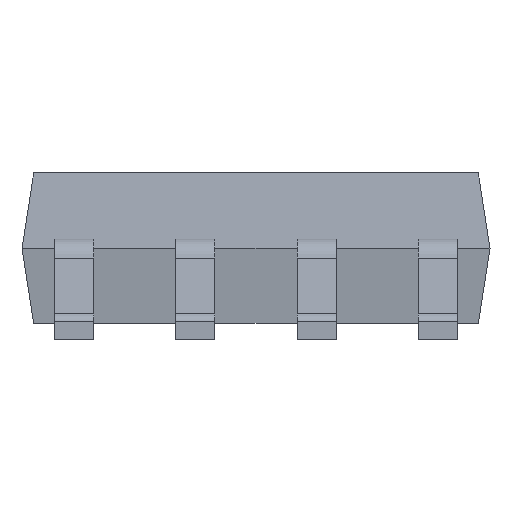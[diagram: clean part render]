
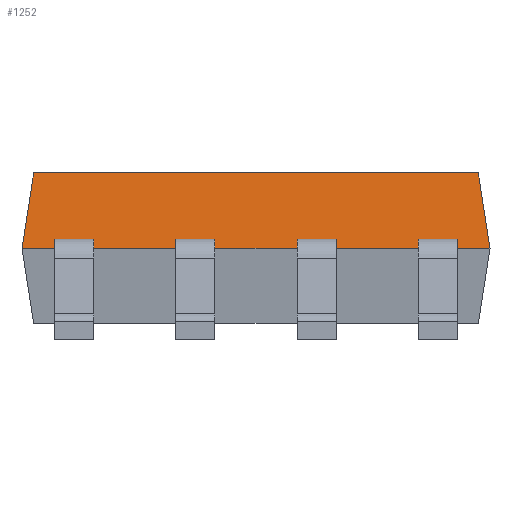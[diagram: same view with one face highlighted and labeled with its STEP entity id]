
A CAD part, left-side view. The second image highlights one B-rep face of the part: STEP entity #1252.
In plain terms, the highlighted free-form (B-spline) face has degree [1, 1] with [2, 2] control points.
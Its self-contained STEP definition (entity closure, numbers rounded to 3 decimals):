
#24 = VERTEX_POINT('',#25);
#25 = CARTESIAN_POINT('',(-1.85,-2.33,1.75));
#31 = EDGE_CURVE('',#24,#32,#34,.T.);
#32 = VERTEX_POINT('',#33);
#33 = CARTESIAN_POINT('',(-1.85,2.33,1.75));
#34 = LINE('',#35,#36);
#35 = CARTESIAN_POINT('',(-1.85,-2.33,1.75));
#36 = VECTOR('',#37,1.);
#37 = DIRECTION('',(0.,1.,0.));
#1057 = EDGE_CURVE('',#24,#1058,#1060,.T.);
#1058 = VERTEX_POINT('',#1059);
#1059 = CARTESIAN_POINT('',(-1.948,-2.453,0.963));
#1060 = B_SPLINE_CURVE_WITH_KNOTS('',1,(#1061,#1062),.UNSPECIFIED.,.F.,
  .F.,(2,2),(0.,1.),.PIECEWISE_BEZIER_KNOTS.);
#1061 = CARTESIAN_POINT('',(-1.85,-2.33,1.75));
#1062 = CARTESIAN_POINT('',(-1.948,-2.453,0.963));
#1252 = ADVANCED_FACE('',(#1253),#1418,.T.);
#1253 = FACE_BOUND('',#1254,.T.);
#1254 = EDGE_LOOP('',(#1255,#1256,#1257,#1264,#1272,#1284,#1291,#1303,
    #1311,#1321,#1328,#1338,#1346,#1356,#1363,#1373,#1381,#1393,#1400,
    #1412));
#1255 = ORIENTED_EDGE('',*,*,#1057,.F.);
#1256 = ORIENTED_EDGE('',*,*,#31,.T.);
#1257 = ORIENTED_EDGE('',*,*,#1258,.T.);
#1258 = EDGE_CURVE('',#32,#1259,#1261,.T.);
#1259 = VERTEX_POINT('',#1260);
#1260 = CARTESIAN_POINT('',(-1.948,2.453,0.963));
#1261 = B_SPLINE_CURVE_WITH_KNOTS('',1,(#1262,#1263),.UNSPECIFIED.,.F.,
  .F.,(2,2),(0.,1.),.PIECEWISE_BEZIER_KNOTS.);
#1262 = CARTESIAN_POINT('',(-1.85,2.33,1.75));
#1263 = CARTESIAN_POINT('',(-1.948,2.453,0.963));
#1264 = ORIENTED_EDGE('',*,*,#1265,.F.);
#1265 = EDGE_CURVE('',#1266,#1259,#1268,.T.);
#1266 = VERTEX_POINT('',#1267);
#1267 = CARTESIAN_POINT('',(-1.948,2.11,0.963));
#1268 = LINE('',#1269,#1270);
#1269 = CARTESIAN_POINT('',(-1.948,-2.453,0.963));
#1270 = VECTOR('',#1271,1.);
#1271 = DIRECTION('',(0.,1.,0.));
#1272 = ORIENTED_EDGE('',*,*,#1273,.F.);
#1273 = EDGE_CURVE('',#1274,#1266,#1276,.T.);
#1274 = VERTEX_POINT('',#1275);
#1275 = CARTESIAN_POINT('',(-1.936,2.11,1.058));
#1276 = B_SPLINE_CURVE_WITH_KNOTS('',6,(#1277,#1278,#1279,#1280,#1281,
    #1282,#1283),.UNSPECIFIED.,.F.,.F.,(7,7),(0.,1.),
  .PIECEWISE_BEZIER_KNOTS.);
#1277 = CARTESIAN_POINT('',(-1.936,2.11,1.058));
#1278 = CARTESIAN_POINT('',(-1.938,2.11,1.041));
#1279 = CARTESIAN_POINT('',(-1.939,2.11,1.028));
#1280 = CARTESIAN_POINT('',(-1.942,2.11,1.011));
#1281 = CARTESIAN_POINT('',(-1.944,2.11,0.989));
#1282 = CARTESIAN_POINT('',(-1.947,2.11,0.968));
#1283 = CARTESIAN_POINT('',(-1.948,2.11,0.963));
#1284 = ORIENTED_EDGE('',*,*,#1285,.T.);
#1285 = EDGE_CURVE('',#1274,#1286,#1288,.T.);
#1286 = VERTEX_POINT('',#1287);
#1287 = CARTESIAN_POINT('',(-1.936,1.7,1.058));
#1288 = B_SPLINE_CURVE_WITH_KNOTS('',1,(#1289,#1290),.UNSPECIFIED.,.F.,
  .F.,(2,2),(0.,1.),.PIECEWISE_BEZIER_KNOTS.);
#1289 = CARTESIAN_POINT('',(-1.936,2.11,1.058));
#1290 = CARTESIAN_POINT('',(-1.936,1.7,1.058));
#1291 = ORIENTED_EDGE('',*,*,#1292,.T.);
#1292 = EDGE_CURVE('',#1286,#1293,#1295,.T.);
#1293 = VERTEX_POINT('',#1294);
#1294 = CARTESIAN_POINT('',(-1.948,1.7,0.963));
#1295 = B_SPLINE_CURVE_WITH_KNOTS('',6,(#1296,#1297,#1298,#1299,#1300,
    #1301,#1302),.UNSPECIFIED.,.F.,.F.,(7,7),(0.,1.),
  .PIECEWISE_BEZIER_KNOTS.);
#1296 = CARTESIAN_POINT('',(-1.936,1.7,1.058));
#1297 = CARTESIAN_POINT('',(-1.938,1.7,1.039));
#1298 = CARTESIAN_POINT('',(-1.94,1.7,1.026));
#1299 = CARTESIAN_POINT('',(-1.942,1.7,1.009));
#1300 = CARTESIAN_POINT('',(-1.944,1.7,0.988));
#1301 = CARTESIAN_POINT('',(-1.947,1.7,0.967));
#1302 = CARTESIAN_POINT('',(-1.948,1.7,0.963));
#1303 = ORIENTED_EDGE('',*,*,#1304,.F.);
#1304 = EDGE_CURVE('',#1305,#1293,#1307,.T.);
#1305 = VERTEX_POINT('',#1306);
#1306 = CARTESIAN_POINT('',(-1.948,0.84,0.963));
#1307 = LINE('',#1308,#1309);
#1308 = CARTESIAN_POINT('',(-1.948,-2.453,0.963));
#1309 = VECTOR('',#1310,1.);
#1310 = DIRECTION('',(0.,1.,0.));
#1311 = ORIENTED_EDGE('',*,*,#1312,.F.);
#1312 = EDGE_CURVE('',#1313,#1305,#1315,.T.);
#1313 = VERTEX_POINT('',#1314);
#1314 = CARTESIAN_POINT('',(-1.936,0.84,1.058));
#1315 = B_SPLINE_CURVE_WITH_KNOTS('',4,(#1316,#1317,#1318,#1319,#1320),
  .UNSPECIFIED.,.F.,.F.,(5,5),(0.,1.),.PIECEWISE_BEZIER_KNOTS.);
#1316 = CARTESIAN_POINT('',(-1.936,0.84,1.058));
#1317 = CARTESIAN_POINT('',(-1.939,0.84,1.034));
#1318 = CARTESIAN_POINT('',(-1.942,0.84,1.01));
#1319 = CARTESIAN_POINT('',(-1.945,0.84,0.986));
#1320 = CARTESIAN_POINT('',(-1.948,0.84,0.963));
#1321 = ORIENTED_EDGE('',*,*,#1322,.T.);
#1322 = EDGE_CURVE('',#1313,#1323,#1325,.T.);
#1323 = VERTEX_POINT('',#1324);
#1324 = CARTESIAN_POINT('',(-1.936,0.43,1.058));
#1325 = B_SPLINE_CURVE_WITH_KNOTS('',1,(#1326,#1327),.UNSPECIFIED.,.F.,
  .F.,(2,2),(0.,1.),.PIECEWISE_BEZIER_KNOTS.);
#1326 = CARTESIAN_POINT('',(-1.936,0.84,1.058));
#1327 = CARTESIAN_POINT('',(-1.936,0.43,1.058));
#1328 = ORIENTED_EDGE('',*,*,#1329,.T.);
#1329 = EDGE_CURVE('',#1323,#1330,#1332,.T.);
#1330 = VERTEX_POINT('',#1331);
#1331 = CARTESIAN_POINT('',(-1.948,0.43,0.963));
#1332 = B_SPLINE_CURVE_WITH_KNOTS('',4,(#1333,#1334,#1335,#1336,#1337),
  .UNSPECIFIED.,.F.,.F.,(5,5),(0.,1.),.PIECEWISE_BEZIER_KNOTS.);
#1333 = CARTESIAN_POINT('',(-1.936,0.43,1.058));
#1334 = CARTESIAN_POINT('',(-1.939,0.43,1.034));
#1335 = CARTESIAN_POINT('',(-1.942,0.43,1.01));
#1336 = CARTESIAN_POINT('',(-1.945,0.43,0.986));
#1337 = CARTESIAN_POINT('',(-1.948,0.43,0.963));
#1338 = ORIENTED_EDGE('',*,*,#1339,.F.);
#1339 = EDGE_CURVE('',#1340,#1330,#1342,.T.);
#1340 = VERTEX_POINT('',#1341);
#1341 = CARTESIAN_POINT('',(-1.948,-0.43,0.963));
#1342 = LINE('',#1343,#1344);
#1343 = CARTESIAN_POINT('',(-1.948,-2.453,0.963));
#1344 = VECTOR('',#1345,1.);
#1345 = DIRECTION('',(0.,1.,0.));
#1346 = ORIENTED_EDGE('',*,*,#1347,.F.);
#1347 = EDGE_CURVE('',#1348,#1340,#1350,.T.);
#1348 = VERTEX_POINT('',#1349);
#1349 = CARTESIAN_POINT('',(-1.936,-0.43,1.058));
#1350 = B_SPLINE_CURVE_WITH_KNOTS('',4,(#1351,#1352,#1353,#1354,#1355),
  .UNSPECIFIED.,.F.,.F.,(5,5),(0.,1.),.PIECEWISE_BEZIER_KNOTS.);
#1351 = CARTESIAN_POINT('',(-1.936,-0.43,1.058));
#1352 = CARTESIAN_POINT('',(-1.939,-0.43,1.034));
#1353 = CARTESIAN_POINT('',(-1.942,-0.43,1.01));
#1354 = CARTESIAN_POINT('',(-1.945,-0.43,0.986));
#1355 = CARTESIAN_POINT('',(-1.948,-0.43,0.963));
#1356 = ORIENTED_EDGE('',*,*,#1357,.T.);
#1357 = EDGE_CURVE('',#1348,#1358,#1360,.T.);
#1358 = VERTEX_POINT('',#1359);
#1359 = CARTESIAN_POINT('',(-1.936,-0.84,1.058));
#1360 = B_SPLINE_CURVE_WITH_KNOTS('',1,(#1361,#1362),.UNSPECIFIED.,.F.,
  .F.,(2,2),(0.,1.),.PIECEWISE_BEZIER_KNOTS.);
#1361 = CARTESIAN_POINT('',(-1.936,-0.43,1.058));
#1362 = CARTESIAN_POINT('',(-1.936,-0.84,1.058));
#1363 = ORIENTED_EDGE('',*,*,#1364,.T.);
#1364 = EDGE_CURVE('',#1358,#1365,#1367,.T.);
#1365 = VERTEX_POINT('',#1366);
#1366 = CARTESIAN_POINT('',(-1.948,-0.84,0.963));
#1367 = B_SPLINE_CURVE_WITH_KNOTS('',4,(#1368,#1369,#1370,#1371,#1372),
  .UNSPECIFIED.,.F.,.F.,(5,5),(0.,1.),.PIECEWISE_BEZIER_KNOTS.);
#1368 = CARTESIAN_POINT('',(-1.936,-0.84,1.058));
#1369 = CARTESIAN_POINT('',(-1.939,-0.84,1.034));
#1370 = CARTESIAN_POINT('',(-1.942,-0.84,1.01));
#1371 = CARTESIAN_POINT('',(-1.945,-0.84,0.986));
#1372 = CARTESIAN_POINT('',(-1.948,-0.84,0.963));
#1373 = ORIENTED_EDGE('',*,*,#1374,.F.);
#1374 = EDGE_CURVE('',#1375,#1365,#1377,.T.);
#1375 = VERTEX_POINT('',#1376);
#1376 = CARTESIAN_POINT('',(-1.948,-1.7,0.963));
#1377 = LINE('',#1378,#1379);
#1378 = CARTESIAN_POINT('',(-1.948,-2.453,0.963));
#1379 = VECTOR('',#1380,1.);
#1380 = DIRECTION('',(0.,1.,0.));
#1381 = ORIENTED_EDGE('',*,*,#1382,.F.);
#1382 = EDGE_CURVE('',#1383,#1375,#1385,.T.);
#1383 = VERTEX_POINT('',#1384);
#1384 = CARTESIAN_POINT('',(-1.936,-1.7,1.058));
#1385 = B_SPLINE_CURVE_WITH_KNOTS('',6,(#1386,#1387,#1388,#1389,#1390,
    #1391,#1392),.UNSPECIFIED.,.F.,.F.,(7,7),(0.,1.),
  .PIECEWISE_BEZIER_KNOTS.);
#1386 = CARTESIAN_POINT('',(-1.936,-1.7,1.058));
#1387 = CARTESIAN_POINT('',(-1.938,-1.7,1.039));
#1388 = CARTESIAN_POINT('',(-1.94,-1.7,1.026));
#1389 = CARTESIAN_POINT('',(-1.942,-1.7,1.009));
#1390 = CARTESIAN_POINT('',(-1.944,-1.7,0.988));
#1391 = CARTESIAN_POINT('',(-1.947,-1.7,0.967));
#1392 = CARTESIAN_POINT('',(-1.948,-1.7,0.963));
#1393 = ORIENTED_EDGE('',*,*,#1394,.T.);
#1394 = EDGE_CURVE('',#1383,#1395,#1397,.T.);
#1395 = VERTEX_POINT('',#1396);
#1396 = CARTESIAN_POINT('',(-1.936,-2.11,1.058));
#1397 = B_SPLINE_CURVE_WITH_KNOTS('',1,(#1398,#1399),.UNSPECIFIED.,.F.,
  .F.,(2,2),(0.,1.),.PIECEWISE_BEZIER_KNOTS.);
#1398 = CARTESIAN_POINT('',(-1.936,-1.7,1.058));
#1399 = CARTESIAN_POINT('',(-1.936,-2.11,1.058));
#1400 = ORIENTED_EDGE('',*,*,#1401,.T.);
#1401 = EDGE_CURVE('',#1395,#1402,#1404,.T.);
#1402 = VERTEX_POINT('',#1403);
#1403 = CARTESIAN_POINT('',(-1.948,-2.11,0.963));
#1404 = B_SPLINE_CURVE_WITH_KNOTS('',6,(#1405,#1406,#1407,#1408,#1409,
    #1410,#1411),.UNSPECIFIED.,.F.,.F.,(7,7),(0.,1.),
  .PIECEWISE_BEZIER_KNOTS.);
#1405 = CARTESIAN_POINT('',(-1.936,-2.11,1.058));
#1406 = CARTESIAN_POINT('',(-1.938,-2.11,1.041));
#1407 = CARTESIAN_POINT('',(-1.939,-2.11,1.028));
#1408 = CARTESIAN_POINT('',(-1.942,-2.11,1.011));
#1409 = CARTESIAN_POINT('',(-1.944,-2.11,0.989));
#1410 = CARTESIAN_POINT('',(-1.947,-2.11,0.968));
#1411 = CARTESIAN_POINT('',(-1.948,-2.11,0.963));
#1412 = ORIENTED_EDGE('',*,*,#1413,.F.);
#1413 = EDGE_CURVE('',#1058,#1402,#1414,.T.);
#1414 = LINE('',#1415,#1416);
#1415 = CARTESIAN_POINT('',(-1.948,-2.453,0.963));
#1416 = VECTOR('',#1417,1.);
#1417 = DIRECTION('',(0.,1.,0.));
#1418 = B_SPLINE_SURFACE_WITH_KNOTS('',1,1,(
    (#1419,#1420)
    ,(#1421,#1422
    )),.UNSPECIFIED.,.F.,.F.,.F.,(2,2),(2,2),(0.,4.905),(0.,1.),
  .PIECEWISE_BEZIER_KNOTS.);
#1419 = CARTESIAN_POINT('',(-1.85,-2.33,1.75));
#1420 = CARTESIAN_POINT('',(-1.948,-2.453,0.963));
#1421 = CARTESIAN_POINT('',(-1.85,2.33,1.75));
#1422 = CARTESIAN_POINT('',(-1.948,2.453,0.963));
